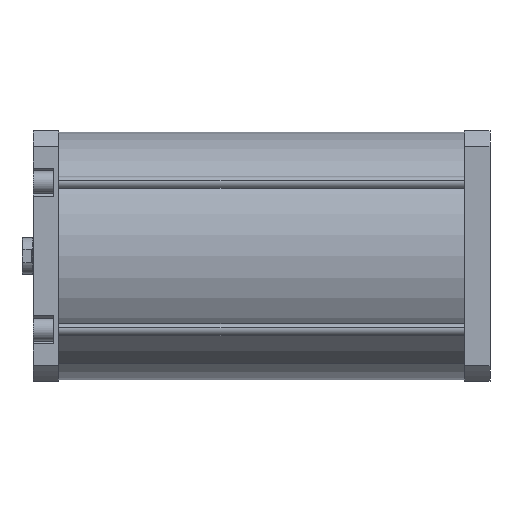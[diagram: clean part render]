
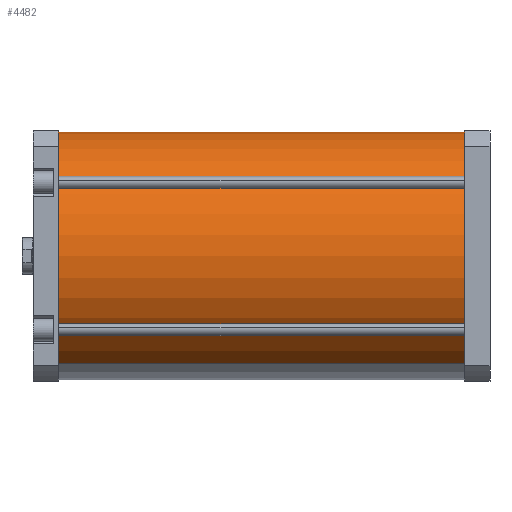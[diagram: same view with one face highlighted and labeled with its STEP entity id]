
A CAD part, front view. The second image highlights one B-rep face of the part: STEP entity #4482.
In plain terms, the highlighted cylindrical face has radius 168 mm (diameter 336 mm), a partial arc.
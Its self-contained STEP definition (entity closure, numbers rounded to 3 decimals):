
#744 = ORIENTED_EDGE ( 'NONE', *, *, #3099, .T. ) ;
#745 = ORIENTED_EDGE ( 'NONE', *, *, #3094, .T. ) ;
#746 = ORIENTED_EDGE ( 'NONE', *, *, #3097, .F. ) ;
#747 = ORIENTED_EDGE ( 'NONE', *, *, #3092, .F. ) ;
#1359 = VECTOR ( 'NONE', #4722, 1000. ) ;
#1362 = VECTOR ( 'NONE', #4726, 1000. ) ;
#1365 = LINE ( 'NONE', #4709, #1359 ) ;
#1367 = LINE ( 'NONE', #4703, #1362 ) ;
#1372 = CIRCLE ( 'NONE', #3479, 168. ) ;
#1376 = CIRCLE ( 'NONE', #3483, 168. ) ;
#1633 = VERTEX_POINT ( 'NONE', #2014 ) ;
#1635 = VERTEX_POINT ( 'NONE', #2016 ) ;
#1637 = VERTEX_POINT ( 'NONE', #2018 ) ;
#1653 = VERTEX_POINT ( 'NONE', #2034 ) ;
#2014 = CARTESIAN_POINT ( 'NONE',  ( 168., 0., 552. ) ) ;
#2016 = CARTESIAN_POINT ( 'NONE',  ( -168., 0., 0. ) ) ;
#2018 = CARTESIAN_POINT ( 'NONE',  ( -168., 0., 552. ) ) ;
#2034 = CARTESIAN_POINT ( 'NONE',  ( 168., 0., 0. ) ) ;
#3092 = EDGE_CURVE ( 'NONE', #1633, #1653, #1365, .T. ) ;
#3094 = EDGE_CURVE ( 'NONE', #1637, #1635, #1367, .T. ) ;
#3097 = EDGE_CURVE ( 'NONE', #1637, #1633, #1372, .T. ) ;
#3099 = EDGE_CURVE ( 'NONE', #1635, #1653, #1376, .T. ) ;
#3479 = AXIS2_PLACEMENT_3D ( 'NONE', #4732, #4734, #4735 ) ;
#3483 = AXIS2_PLACEMENT_3D ( 'NONE', #4733, #4740, #4741 ) ;
#3786 = AXIS2_PLACEMENT_3D ( 'NONE', #6859, #6829, #6832 ) ;
#4060 = EDGE_LOOP ( 'NONE', ( #747, #746, #745, #744 ) ) ;
#4482 = ADVANCED_FACE ( 'NONE', ( #6361 ), #6366, .T. ) ;
#4703 = CARTESIAN_POINT ( 'NONE',  ( -168., 0., 552. ) ) ;
#4709 = CARTESIAN_POINT ( 'NONE',  ( 168., 0., 552. ) ) ;
#4722 = DIRECTION ( 'NONE',  ( 0., 0., -1. ) ) ;
#4726 = DIRECTION ( 'NONE',  ( 0., 0., -1. ) ) ;
#4732 = CARTESIAN_POINT ( 'NONE',  ( 0., 0., 552. ) ) ;
#4733 = CARTESIAN_POINT ( 'NONE',  ( 0., 0., 0. ) ) ;
#4734 = DIRECTION ( 'NONE',  ( 0., 0., 1. ) ) ;
#4735 = DIRECTION ( 'NONE',  ( 1., 0., 0. ) ) ;
#4740 = DIRECTION ( 'NONE',  ( 0., 0., 1. ) ) ;
#4741 = DIRECTION ( 'NONE',  ( 1., 0., 0. ) ) ;
#6361 = FACE_OUTER_BOUND ( 'NONE', #4060, .T. ) ;
#6366 = CYLINDRICAL_SURFACE ( 'NONE', #3786, 168. ) ;
#6829 = DIRECTION ( 'NONE',  ( 0., 0., -1. ) ) ;
#6832 = DIRECTION ( 'NONE',  ( -1., 0., 0. ) ) ;
#6859 = CARTESIAN_POINT ( 'NONE',  ( 0., 0., 552. ) ) ;
